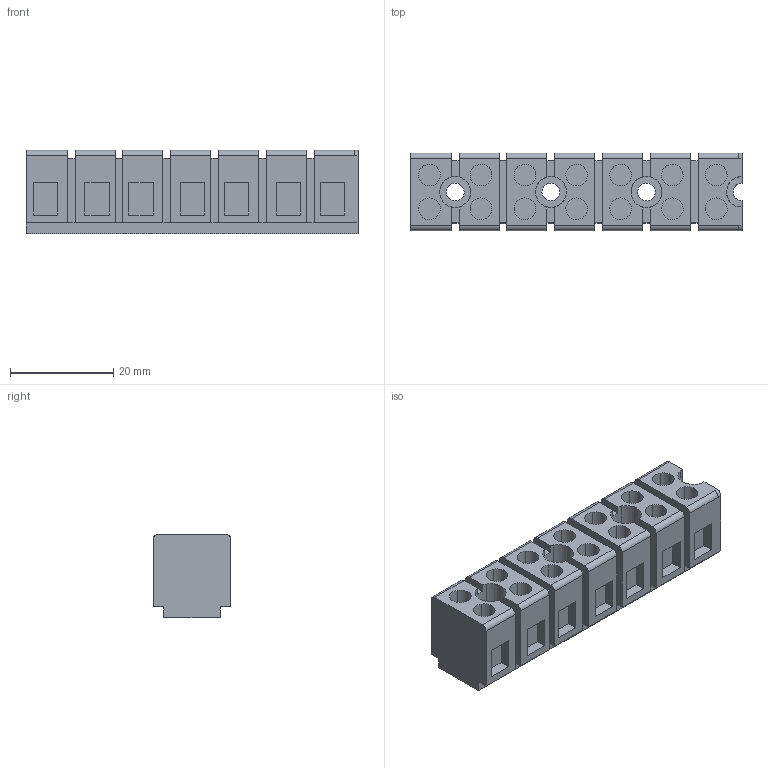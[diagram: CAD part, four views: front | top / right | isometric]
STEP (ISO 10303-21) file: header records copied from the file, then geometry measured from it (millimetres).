
FILE_DESCRIPTION(('CATIA V5 STEP Exchange','CAx-IF Rec.Pracs.--- Model Styling and Organization---1.4--- 2014-01-23'),'2;1');
FILE_NAME ('D1482610_1', '2021-12-06T07:55:15+00:00', ('none'), ('Weidmueller'), 'CATIA Version 5-6 Release 2016 SP3 HF44', 'CATIA V5 STEP AP214', 'none');
FILE_SCHEMA(('AUTOMOTIVE_DESIGN { 1 0 10303 214 1 1 1 1 }'));
Length unit declared in the file: millimetre
Products named in the file (1): 0274320000
Bounding box: 64.22 x 15 x 16.1 mm (x, y, z)
Volume: 11799.2 mm3; surface area: 7326.9 mm2
Topology: 1 solids, 4 shells, 252 faces, 652 edges, 436 vertices
Faces by surface type: plane 192, cylinder 58, extrusion 2
Entity records: 6710 total; most frequent: ORIENTED_EDGE 1304, CARTESIAN_POINT 1187, DIRECTION 808, EDGE_CURVE 652, VECTOR 522, LINE 520, VERTEX_POINT 436, EDGE_LOOP 286
